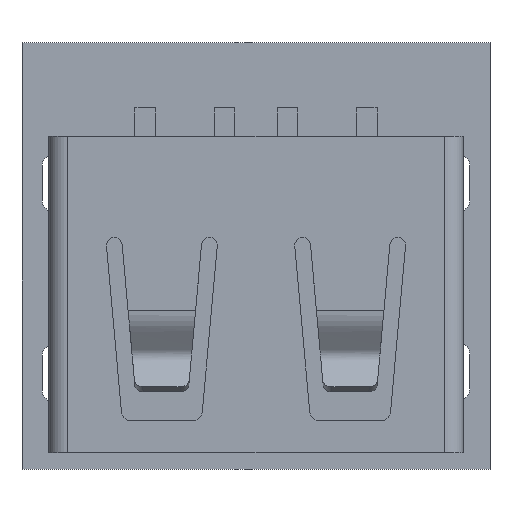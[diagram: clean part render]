
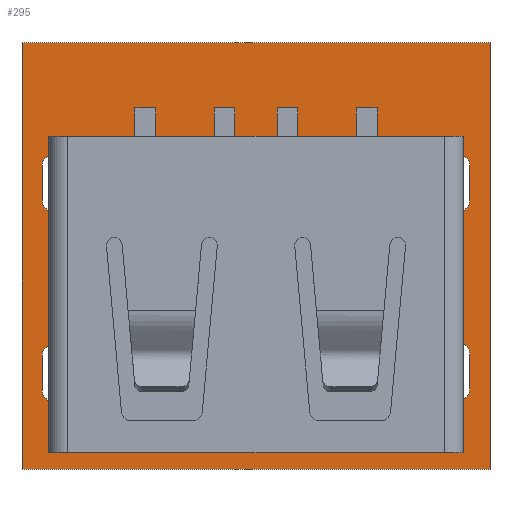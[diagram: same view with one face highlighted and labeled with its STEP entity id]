
A CAD part, top view. The second image highlights one B-rep face of the part: STEP entity #295.
In plain terms, the highlighted planar face has unit normal (0, 0, 1).
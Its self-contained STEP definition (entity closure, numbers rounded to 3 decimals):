
#39 = VERTEX_POINT('',#40);
#40 = CARTESIAN_POINT('',(-19.912,-16.287,1.6
    ));
#46 = EDGE_CURVE('',#39,#47,#49,.T.);
#47 = VERTEX_POINT('',#48);
#48 = CARTESIAN_POINT('',(-19.912,-29.769,1.6
    ));
#49 = LINE('',#50,#51);
#50 = CARTESIAN_POINT('',(-19.912,-16.287,1.6
    ));
#51 = VECTOR('',#52,1.);
#52 = DIRECTION('',(0.,-1.,0.));
#79 = VERTEX_POINT('',#80);
#80 = CARTESIAN_POINT('',(-34.698,-16.287,1.6
    ));
#86 = EDGE_CURVE('',#79,#39,#87,.T.);
#87 = LINE('',#88,#89);
#88 = CARTESIAN_POINT('',(-34.698,-16.287,1.6
    ));
#89 = VECTOR('',#90,1.);
#90 = DIRECTION('',(1.,0.,0.));
#108 = EDGE_CURVE('',#47,#109,#111,.T.);
#109 = VERTEX_POINT('',#110);
#110 = CARTESIAN_POINT('',(-34.698,-29.769,
    1.6));
#111 = LINE('',#112,#113);
#112 = CARTESIAN_POINT('',(-19.912,-29.769,
    1.6));
#113 = VECTOR('',#114,1.);
#114 = DIRECTION('',(-1.,0.,0.));
#295 = ADVANCED_FACE('',(#296,#307,#343,#379,#415),#451,.F.);
#296 = FACE_BOUND('',#297,.F.);
#297 = EDGE_LOOP('',(#298,#299,#300,#306));
#298 = ORIENTED_EDGE('',*,*,#46,.T.);
#299 = ORIENTED_EDGE('',*,*,#108,.T.);
#300 = ORIENTED_EDGE('',*,*,#301,.T.);
#301 = EDGE_CURVE('',#109,#79,#302,.T.);
#302 = LINE('',#303,#304);
#303 = CARTESIAN_POINT('',(-34.698,-29.769,
    1.6));
#304 = VECTOR('',#305,1.);
#305 = DIRECTION('',(0.,1.,0.));
#306 = ORIENTED_EDGE('',*,*,#86,.T.);
#307 = FACE_BOUND('',#308,.F.);
#308 = EDGE_LOOP('',(#309,#320,#328,#337));
#309 = ORIENTED_EDGE('',*,*,#310,.F.);
#310 = EDGE_CURVE('',#311,#313,#315,.T.);
#311 = VERTEX_POINT('',#312);
#312 = CARTESIAN_POINT('',(-20.554,-27.225,
    1.6));
#313 = VERTEX_POINT('',#314);
#314 = CARTESIAN_POINT('',(-21.255,-27.225,
    1.6));
#315 = CIRCLE('',#316,0.351);
#316 = AXIS2_PLACEMENT_3D('',#317,#318,#319);
#317 = CARTESIAN_POINT('',(-20.904,-27.225,
    1.6));
#318 = DIRECTION('',(-0.,0.,-1.));
#319 = DIRECTION('',(1.,0.,-0.));
#320 = ORIENTED_EDGE('',*,*,#321,.F.);
#321 = EDGE_CURVE('',#322,#311,#324,.T.);
#322 = VERTEX_POINT('',#323);
#323 = CARTESIAN_POINT('',(-20.554,-26.125,
    1.6));
#324 = LINE('',#325,#326);
#325 = CARTESIAN_POINT('',(-20.554,-26.125,
    1.6));
#326 = VECTOR('',#327,1.);
#327 = DIRECTION('',(0.,-1.,0.));
#328 = ORIENTED_EDGE('',*,*,#329,.F.);
#329 = EDGE_CURVE('',#330,#322,#332,.T.);
#330 = VERTEX_POINT('',#331);
#331 = CARTESIAN_POINT('',(-21.255,-26.125,
    1.6));
#332 = CIRCLE('',#333,0.351);
#333 = AXIS2_PLACEMENT_3D('',#334,#335,#336);
#334 = CARTESIAN_POINT('',(-20.904,-26.125,
    1.6));
#335 = DIRECTION('',(0.,0.,-1.));
#336 = DIRECTION('',(-1.,0.,0.));
#337 = ORIENTED_EDGE('',*,*,#338,.F.);
#338 = EDGE_CURVE('',#313,#330,#339,.T.);
#339 = LINE('',#340,#341);
#340 = CARTESIAN_POINT('',(-21.255,-27.225,
    1.6));
#341 = VECTOR('',#342,1.);
#342 = DIRECTION('',(0.,1.,0.));
#343 = FACE_BOUND('',#344,.F.);
#344 = EDGE_LOOP('',(#345,#356,#364,#373));
#345 = ORIENTED_EDGE('',*,*,#346,.F.);
#346 = EDGE_CURVE('',#347,#349,#351,.T.);
#347 = VERTEX_POINT('',#348);
#348 = CARTESIAN_POINT('',(-34.056,-26.176,
    1.6));
#349 = VERTEX_POINT('',#350);
#350 = CARTESIAN_POINT('',(-33.355,-26.176,
    1.6));
#351 = CIRCLE('',#352,0.351);
#352 = AXIS2_PLACEMENT_3D('',#353,#354,#355);
#353 = CARTESIAN_POINT('',(-33.706,-26.176,
    1.6));
#354 = DIRECTION('',(0.,0.,-1.));
#355 = DIRECTION('',(-1.,0.,-0.));
#356 = ORIENTED_EDGE('',*,*,#357,.F.);
#357 = EDGE_CURVE('',#358,#347,#360,.T.);
#358 = VERTEX_POINT('',#359);
#359 = CARTESIAN_POINT('',(-34.056,-27.276,
    1.6));
#360 = LINE('',#361,#362);
#361 = CARTESIAN_POINT('',(-34.056,-27.276,
    1.6));
#362 = VECTOR('',#363,1.);
#363 = DIRECTION('',(0.,1.,0.));
#364 = ORIENTED_EDGE('',*,*,#365,.F.);
#365 = EDGE_CURVE('',#366,#358,#368,.T.);
#366 = VERTEX_POINT('',#367);
#367 = CARTESIAN_POINT('',(-33.355,-27.276,
    1.6));
#368 = CIRCLE('',#369,0.351);
#369 = AXIS2_PLACEMENT_3D('',#370,#371,#372);
#370 = CARTESIAN_POINT('',(-33.706,-27.276,
    1.6));
#371 = DIRECTION('',(0.,0.,-1.));
#372 = DIRECTION('',(1.,0.,0.));
#373 = ORIENTED_EDGE('',*,*,#374,.F.);
#374 = EDGE_CURVE('',#349,#366,#375,.T.);
#375 = LINE('',#376,#377);
#376 = CARTESIAN_POINT('',(-33.355,-26.176,
    1.6));
#377 = VECTOR('',#378,1.);
#378 = DIRECTION('',(0.,-1.,0.));
#379 = FACE_BOUND('',#380,.F.);
#380 = EDGE_LOOP('',(#381,#392,#400,#409));
#381 = ORIENTED_EDGE('',*,*,#382,.F.);
#382 = EDGE_CURVE('',#383,#385,#387,.T.);
#383 = VERTEX_POINT('',#384);
#384 = CARTESIAN_POINT('',(-20.554,-21.274,
    1.6));
#385 = VERTEX_POINT('',#386);
#386 = CARTESIAN_POINT('',(-21.255,-21.274,
    1.6));
#387 = CIRCLE('',#388,0.351);
#388 = AXIS2_PLACEMENT_3D('',#389,#390,#391);
#389 = CARTESIAN_POINT('',(-20.904,-21.274,
    1.6));
#390 = DIRECTION('',(-0.,0.,-1.));
#391 = DIRECTION('',(1.,0.,-0.));
#392 = ORIENTED_EDGE('',*,*,#393,.F.);
#393 = EDGE_CURVE('',#394,#383,#396,.T.);
#394 = VERTEX_POINT('',#395);
#395 = CARTESIAN_POINT('',(-20.554,-20.174,
    1.6));
#396 = LINE('',#397,#398);
#397 = CARTESIAN_POINT('',(-20.554,-20.174,
    1.6));
#398 = VECTOR('',#399,1.);
#399 = DIRECTION('',(0.,-1.,0.));
#400 = ORIENTED_EDGE('',*,*,#401,.F.);
#401 = EDGE_CURVE('',#402,#394,#404,.T.);
#402 = VERTEX_POINT('',#403);
#403 = CARTESIAN_POINT('',(-21.255,-20.174,
    1.6));
#404 = CIRCLE('',#405,0.351);
#405 = AXIS2_PLACEMENT_3D('',#406,#407,#408);
#406 = CARTESIAN_POINT('',(-20.904,-20.174,
    1.6));
#407 = DIRECTION('',(0.,0.,-1.));
#408 = DIRECTION('',(-1.,0.,0.));
#409 = ORIENTED_EDGE('',*,*,#410,.F.);
#410 = EDGE_CURVE('',#385,#402,#411,.T.);
#411 = LINE('',#412,#413);
#412 = CARTESIAN_POINT('',(-21.255,-21.274,
    1.6));
#413 = VECTOR('',#414,1.);
#414 = DIRECTION('',(0.,1.,0.));
#415 = FACE_BOUND('',#416,.F.);
#416 = EDGE_LOOP('',(#417,#428,#436,#445));
#417 = ORIENTED_EDGE('',*,*,#418,.F.);
#418 = EDGE_CURVE('',#419,#421,#423,.T.);
#419 = VERTEX_POINT('',#420);
#420 = CARTESIAN_POINT('',(-34.056,-20.174,
    1.6));
#421 = VERTEX_POINT('',#422);
#422 = CARTESIAN_POINT('',(-33.355,-20.174,
    1.6));
#423 = CIRCLE('',#424,0.351);
#424 = AXIS2_PLACEMENT_3D('',#425,#426,#427);
#425 = CARTESIAN_POINT('',(-33.706,-20.174,
    1.6));
#426 = DIRECTION('',(0.,0.,-1.));
#427 = DIRECTION('',(-1.,0.,-0.));
#428 = ORIENTED_EDGE('',*,*,#429,.F.);
#429 = EDGE_CURVE('',#430,#419,#432,.T.);
#430 = VERTEX_POINT('',#431);
#431 = CARTESIAN_POINT('',(-34.056,-21.274,
    1.6));
#432 = LINE('',#433,#434);
#433 = CARTESIAN_POINT('',(-34.056,-21.274,
    1.6));
#434 = VECTOR('',#435,1.);
#435 = DIRECTION('',(0.,1.,0.));
#436 = ORIENTED_EDGE('',*,*,#437,.F.);
#437 = EDGE_CURVE('',#438,#430,#440,.T.);
#438 = VERTEX_POINT('',#439);
#439 = CARTESIAN_POINT('',(-33.355,-21.274,
    1.6));
#440 = CIRCLE('',#441,0.351);
#441 = AXIS2_PLACEMENT_3D('',#442,#443,#444);
#442 = CARTESIAN_POINT('',(-33.706,-21.274,
    1.6));
#443 = DIRECTION('',(0.,0.,-1.));
#444 = DIRECTION('',(1.,0.,0.));
#445 = ORIENTED_EDGE('',*,*,#446,.F.);
#446 = EDGE_CURVE('',#421,#438,#447,.T.);
#447 = LINE('',#448,#449);
#448 = CARTESIAN_POINT('',(-33.355,-20.174,
    1.6));
#449 = VECTOR('',#450,1.);
#450 = DIRECTION('',(0.,-1.,0.));
#451 = PLANE('',#452);
#452 = AXIS2_PLACEMENT_3D('',#453,#454,#455);
#453 = CARTESIAN_POINT('',(-27.305,-23.028,1.6
    ));
#454 = DIRECTION('',(-0.,-0.,-1.));
#455 = DIRECTION('',(-1.,0.,0.));
